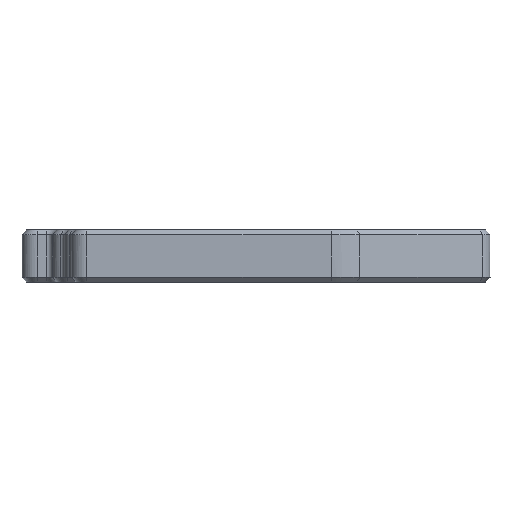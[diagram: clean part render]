
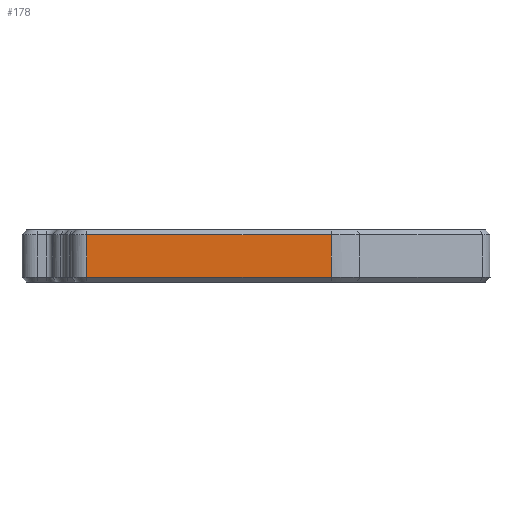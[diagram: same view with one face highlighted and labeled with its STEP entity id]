
A CAD part, left-side view. The second image highlights one B-rep face of the part: STEP entity #178.
In plain terms, the highlighted planar face has unit normal (-1, 0, 0).
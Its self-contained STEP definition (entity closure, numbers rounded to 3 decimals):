
#178=ADVANCED_FACE('',(#386),#3222,.T.);
#386=FACE_OUTER_BOUND('',#609,.T.);
#609=EDGE_LOOP('',(#1362,#1363,#1364,#1365));
#1362=ORIENTED_EDGE('',*,*,#2113,.T.);
#1363=ORIENTED_EDGE('',*,*,#2092,.T.);
#1364=ORIENTED_EDGE('',*,*,#1953,.T.);
#1365=ORIENTED_EDGE('',*,*,#2094,.F.);
#1953=EDGE_CURVE('',#3021,#3022,#2325,.T.);
#2092=EDGE_CURVE('',#3057,#3021,#2427,.T.);
#2094=EDGE_CURVE('',#3058,#3022,#2428,.T.);
#2113=EDGE_CURVE('',#3058,#3057,#2445,.T.);
#2325=B_SPLINE_CURVE_WITH_KNOTS('',1,(#5105,#5106),.UNSPECIFIED.,.F.,.F.,
(2,2),(0.,52.168),.UNSPECIFIED.);
#2427=B_SPLINE_CURVE_WITH_KNOTS('',1,(#5424,#5425),.UNSPECIFIED.,.F.,.F.,
(2,2),(1.,7.3),.UNSPECIFIED.);
#2428=B_SPLINE_CURVE_WITH_KNOTS('',1,(#5429,#5430),.UNSPECIFIED.,.F.,.F.,
(2,2),(1.,7.3),.UNSPECIFIED.);
#2445=B_SPLINE_CURVE_WITH_KNOTS('',1,(#5469,#5470),.UNSPECIFIED.,.F.,.F.,
(2,2),(0.,52.168),.UNSPECIFIED.);
#3021=VERTEX_POINT('',#4324);
#3022=VERTEX_POINT('',#4325);
#3057=VERTEX_POINT('',#4360);
#3058=VERTEX_POINT('',#4361);
#3222=PLANE('',#3442);
#3442=AXIS2_PLACEMENT_3D('',#3922,#3614,$);
#3614=DIRECTION('',(-1.,0.,0.));
#3922=CARTESIAN_POINT('',(75.775,-35.745,-3.768));
#4324=CARTESIAN_POINT('',(75.775,-35.745,5.33));
#4325=CARTESIAN_POINT('',(75.775,16.423,5.33));
#4360=CARTESIAN_POINT('',(75.775,-35.745,-3.768));
#4361=CARTESIAN_POINT('',(75.775,16.423,-3.768));
#5105=CARTESIAN_POINT('',(75.775,-35.745,5.33));
#5106=CARTESIAN_POINT('',(75.775,16.423,5.33));
#5424=CARTESIAN_POINT('',(75.775,-35.745,-3.768));
#5425=CARTESIAN_POINT('',(75.775,-35.745,5.33));
#5429=CARTESIAN_POINT('',(75.775,16.423,-3.768));
#5430=CARTESIAN_POINT('',(75.775,16.423,5.33));
#5469=CARTESIAN_POINT('',(75.775,16.423,-3.768));
#5470=CARTESIAN_POINT('',(75.775,-35.745,-3.768));
